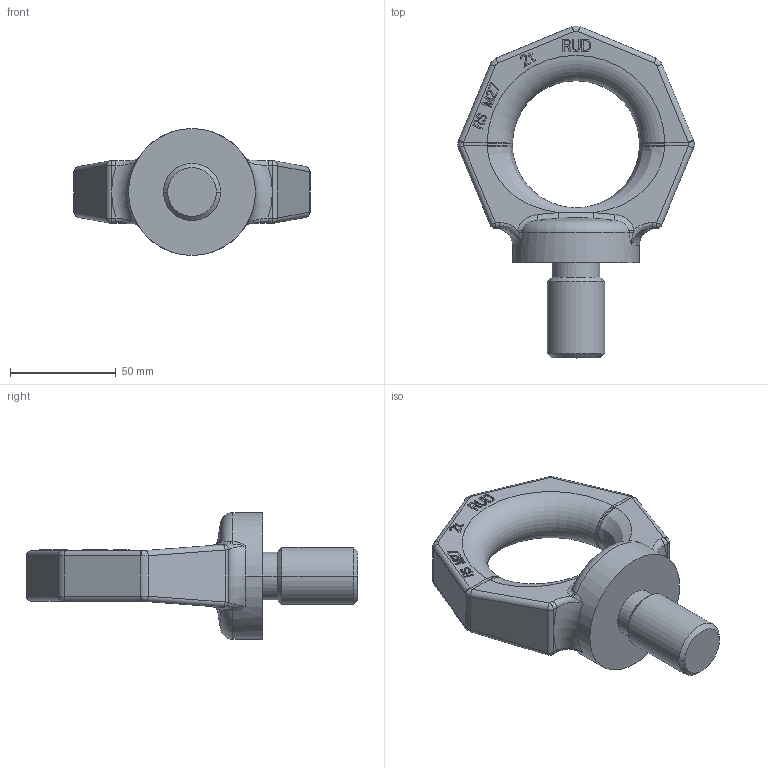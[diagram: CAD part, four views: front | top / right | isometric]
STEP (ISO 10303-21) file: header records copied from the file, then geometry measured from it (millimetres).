
FILE_DESCRIPTION((''),'2;1');
FILE_NAME('001-M31078-X01_ASM','2005-01-11T',('jakubetz'),(''),'PRO/ENGINEER BY PARAMETRIC TECHNOLOGY CORPORATION, 2001400','PRO/ENGINEER BY PARAMETRIC TECHNOLOGY CORPORATION, 2001400','');
FILE_SCHEMA(('CONFIG_CONTROL_DESIGN'));
Length unit declared in the file: millimetre
Products named in the file (3): 001-M31078-X01; 001-M31078-Y01; 001-M31078-X01_ASM
Assembly tree (2 placements, depth 2):
  001-M31078-X01_ASM
    001-M31078-X01
    001-M31078-Y01
Bounding box: 111.74 x 156.86 x 60 mm (x, y, z)
Volume: 204436.1 mm3; surface area: 32004.5 mm2
Topology: 2 solids, 2 shells, 388 faces, 1035 edges, 662 vertices
Faces by surface type: plane 283, bspline 54, cylinder 36, cone 6, torus 5, sphere 4
Entity records: 14406 total; most frequent: CARTESIAN_POINT 4992, ORIENTED_EDGE 2070, DIRECTION 1727, EDGE_CURVE 1035, VECTOR 825, LINE 825, VERTEX_POINT 662, AXIS2_PLACEMENT_3D 451
